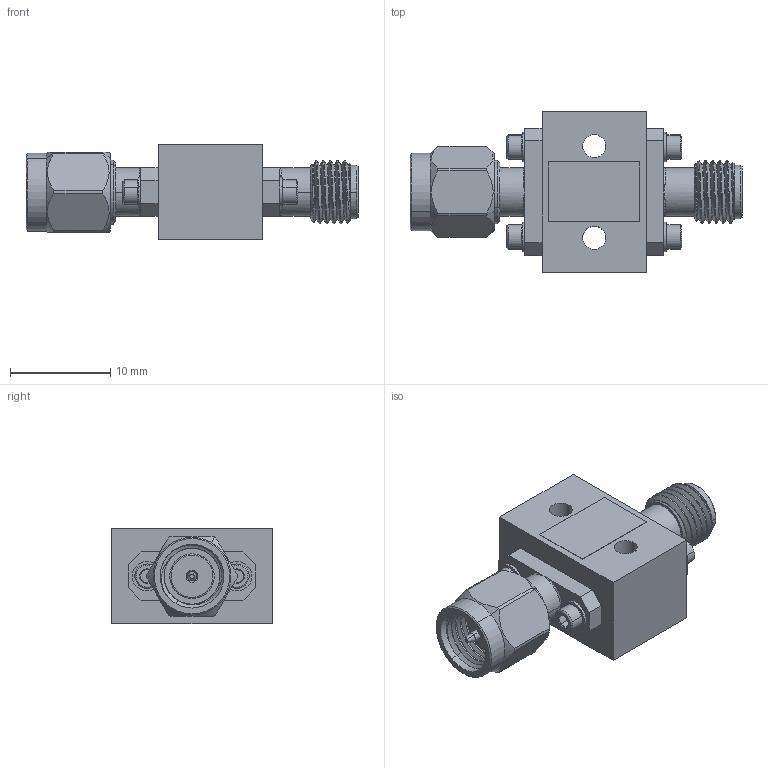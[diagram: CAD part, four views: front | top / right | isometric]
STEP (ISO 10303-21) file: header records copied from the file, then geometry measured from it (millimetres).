
FILE_DESCRIPTION (( 'STEP AP214' ), '1' );
FILE_NAME ('FMPT1005_3D.step', '2025-10-13T23:09:25', ( '' ), ( '' ), 'SwSTEP 2.0', 'SolidWorks 2025', '' );
FILE_SCHEMA (( 'AUTOMOTIVE_DESIGN' ));
Length unit declared in the file: inch
Products named in the file (1): FMPT1005_3D
Bounding box: 33.08 x 16 x 9.54 mm (x, y, z)
Volume: 2254 mm3; surface area: 2071 mm2
Topology: 1 solids, 8 shells, 343 faces, 815 edges, 507 vertices
Faces by surface type: cylinder 137, plane 105, cone 71, bspline 24, torus 6
Entity records: 15853 total; most frequent: CARTESIAN_POINT 8353, ORIENTED_EDGE 1614, DIRECTION 1501, EDGE_CURVE 807, AXIS2_PLACEMENT_3D 593, VERTEX_POINT 507, EDGE_LOOP 386, FACE_OUTER_BOUND 343
